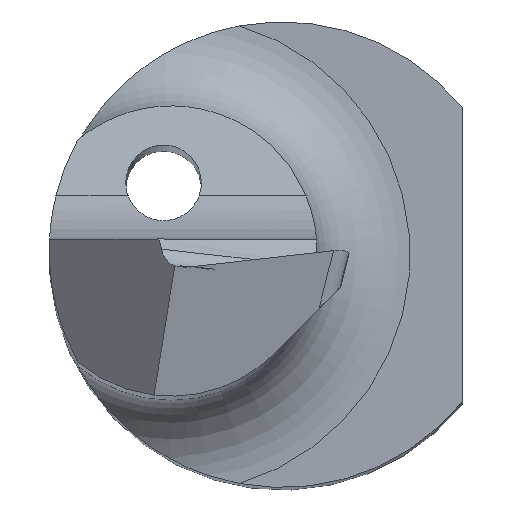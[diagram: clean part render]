
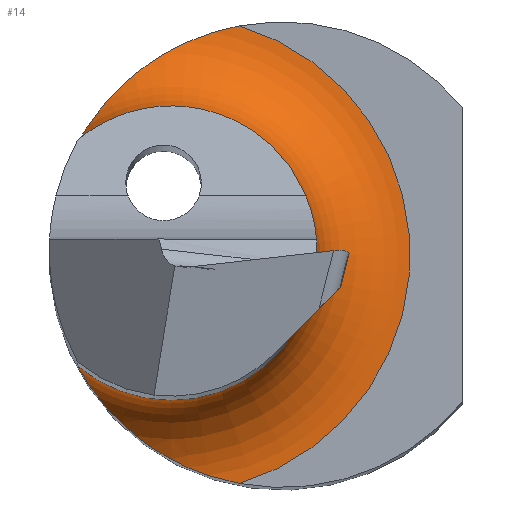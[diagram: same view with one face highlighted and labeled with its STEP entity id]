
A CAD part, top view. The second image highlights one B-rep face of the part: STEP entity #14.
In plain terms, the highlighted toroidal (fillet/blend) face has major radius 2.05 mm and minor radius 0.8 mm.
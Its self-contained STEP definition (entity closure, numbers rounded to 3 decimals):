
#10 = B_SPLINE_CURVE_WITH_KNOTS ( 'NONE', 3,
 ( #96, #29, #152, #408, #602, #545, #717, #204, #209, #650, #656, #278 ),
 .UNSPECIFIED., .F., .F.,
 ( 4, 2, 2, 2, 2, 4 ),
 ( 0., 0.001, 0.001, 0.002, 0.002, 0.002 ),
 .UNSPECIFIED. ) ;
#13 = CARTESIAN_POINT ( 'NONE',  ( -1.013, 1.733, 13.814 ) ) ;
#14 = ADVANCED_FACE ( 'NONE', ( #421 ), #370, .F. ) ;
#20 = CARTESIAN_POINT ( 'NONE',  ( -0.368, 1.966, 13.751 ) ) ;
#29 = CARTESIAN_POINT ( 'NONE',  ( -0.54, -1.934, 13.751 ) ) ;
#57 = ORIENTED_EDGE ( 'NONE', *, *, #478, .F. ) ;
#84 = CARTESIAN_POINT ( 'NONE',  ( -1.738, 0.991, 14.382 ) ) ;
#89 = EDGE_CURVE ( 'NONE', #505, #131, #613, .T. ) ;
#93 = CARTESIAN_POINT ( 'NONE',  ( -1.758, 0.954, 14.551 ) ) ;
#96 = CARTESIAN_POINT ( 'NONE',  ( -0.368, -1.966, 13.751 ) ) ;
#114 = CARTESIAN_POINT ( 'NONE',  ( -0.95, 0., 13.751 ) ) ;
#118 = AXIS2_PLACEMENT_3D ( 'NONE', #713, #521, #777 ) ;
#131 = VERTEX_POINT ( 'NONE', #386 ) ;
#152 = CARTESIAN_POINT ( 'NONE',  ( -0.703, -1.88, 13.763 ) ) ;
#204 = CARTESIAN_POINT ( 'NONE',  ( -1.644, -1.142, 14.189 ) ) ;
#209 = CARTESIAN_POINT ( 'NONE',  ( -1.681, -1.085, 14.246 ) ) ;
#214 = CARTESIAN_POINT ( 'NONE',  ( -1.156, 1.641, 13.854 ) ) ;
#253 = ORIENTED_EDGE ( 'NONE', *, *, #89, .F. ) ;
#256 = VERTEX_POINT ( 'NONE', #725 ) ;
#272 = CARTESIAN_POINT ( 'NONE',  ( -0.703, 1.88, 13.763 ) ) ;
#278 = CARTESIAN_POINT ( 'NONE',  ( -1.758, -0.954, 14.551 ) ) ;
#316 = EDGE_CURVE ( 'NONE', #256, #505, #10, .T. ) ;
#325 = EDGE_CURVE ( 'NONE', #131, #375, #802, .T. ) ;
#339 = CARTESIAN_POINT ( 'NONE',  ( -1.408, 1.43, 13.968 ) ) ;
#370 = TOROIDAL_SURFACE ( 'NONE', #718, 2.05, 0.8 ) ;
#375 = VERTEX_POINT ( 'NONE', #20 ) ;
#386 = CARTESIAN_POINT ( 'NONE',  ( -1.758, 0.954, 14.551 ) ) ;
#408 = CARTESIAN_POINT ( 'NONE',  ( -1.013, -1.733, 13.814 ) ) ;
#417 = CARTESIAN_POINT ( 'NONE',  ( -0.95, 0., 14.551 ) ) ;
#421 = FACE_OUTER_BOUND ( 'NONE', #609, .T. ) ;
#428 = DIRECTION ( 'NONE',  ( -1., 0., 0. ) ) ;
#478 = EDGE_CURVE ( 'NONE', #375, #256, #730, .T. ) ;
#505 = VERTEX_POINT ( 'NONE', #506 ) ;
#506 = CARTESIAN_POINT ( 'NONE',  ( -1.758, -0.954, 14.551 ) ) ;
#521 = DIRECTION ( 'NONE',  ( 0., 0., 1. ) ) ;
#534 = CARTESIAN_POINT ( 'NONE',  ( -0.368, 1.966, 13.751 ) ) ;
#540 = CARTESIAN_POINT ( 'NONE',  ( -1.644, 1.141, 14.19 ) ) ;
#545 = CARTESIAN_POINT ( 'NONE',  ( -1.406, -1.431, 13.967 ) ) ;
#553 = DIRECTION ( 'NONE',  ( 0., 0., -1. ) ) ;
#571 = ORIENTED_EDGE ( 'NONE', *, *, #325, .F. ) ;
#597 = CARTESIAN_POINT ( 'NONE',  ( -1.758, 0.954, 14.463 ) ) ;
#602 = CARTESIAN_POINT ( 'NONE',  ( -1.156, -1.64, 13.854 ) ) ;
#609 = EDGE_LOOP ( 'NONE', ( #571, #253, #669, #57 ) ) ;
#613 = CIRCLE ( 'NONE', #118, 1.25 ) ;
#650 = CARTESIAN_POINT ( 'NONE',  ( -1.738, -0.991, 14.381 ) ) ;
#656 = CARTESIAN_POINT ( 'NONE',  ( -1.758, -0.954, 14.463 ) ) ;
#669 = ORIENTED_EDGE ( 'NONE', *, *, #316, .F. ) ;
#673 = DIRECTION ( 'NONE',  ( -1., 0., 0. ) ) ;
#689 = AXIS2_PLACEMENT_3D ( 'NONE', #114, #736, #428 ) ;
#713 = CARTESIAN_POINT ( 'NONE',  ( -0.95, 0., 14.551 ) ) ;
#717 = CARTESIAN_POINT ( 'NONE',  ( -1.515, -1.313, 14.04 ) ) ;
#718 = AXIS2_PLACEMENT_3D ( 'NONE', #417, #553, #673 ) ;
#725 = CARTESIAN_POINT ( 'NONE',  ( -0.368, -1.966, 13.751 ) ) ;
#730 = CIRCLE ( 'NONE', #689, 2.05 ) ;
#736 = DIRECTION ( 'NONE',  ( 0., 0., -1. ) ) ;
#777 = DIRECTION ( 'NONE',  ( -1., 0., 0. ) ) ;
#779 = CARTESIAN_POINT ( 'NONE',  ( -0.54, 1.934, 13.751 ) ) ;
#790 = CARTESIAN_POINT ( 'NONE',  ( -1.515, 1.314, 14.04 ) ) ;
#793 = CARTESIAN_POINT ( 'NONE',  ( -1.681, 1.085, 14.245 ) ) ;
#802 = B_SPLINE_CURVE_WITH_KNOTS ( 'NONE', 3,
 ( #93, #597, #84, #793, #540, #790, #339, #214, #13, #272, #779, #534 ),
 .UNSPECIFIED., .F., .F.,
 ( 4, 2, 2, 2, 2, 4 ),
 ( 0., 0., 0.001, 0.001, 0.002, 0.002 ),
 .UNSPECIFIED. ) ;
